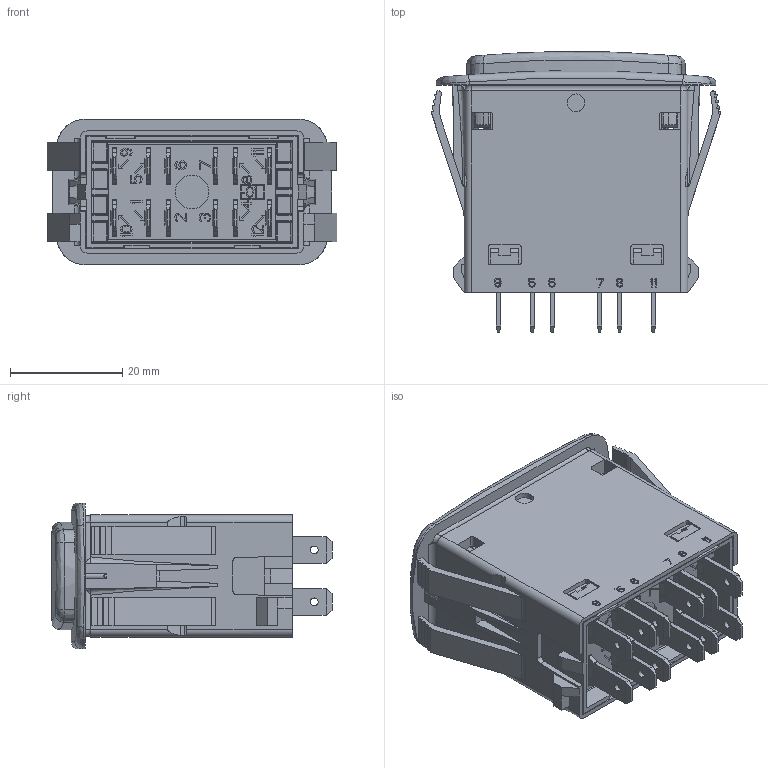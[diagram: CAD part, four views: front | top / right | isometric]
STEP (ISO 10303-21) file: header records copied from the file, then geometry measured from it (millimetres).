
FILE_DESCRIPTION((''),'2;1');
FILE_NAME('LSERIES_187QC_HOLEPLU_SW0001','2011-11-22T',('danboyden'),(''),'PRO/ENGINEER BY PARAMETRIC TECHNOLOGY CORPORATION, 2010280','PRO/ENGINEER BY PARAMETRIC TECHNOLOGY CORPORATION, 2010280','');
FILE_SCHEMA(('CONFIG_CONTROL_DESIGN'));
Products named in the file (1): LSERIES_187QC_HOLEPLU_SW0001
Bounding box: 51.56 x 49.85 x 25.91 mm (x, y, z)
Volume: 15495.8 mm3; surface area: 25116.4 mm2
Topology: 1 solids, 23 shells, 3831 faces, 10505 edges, 6788 vertices
Faces by surface type: plane 2827, cylinder 593, bspline 186, cone 102, sphere 75, torus 44, extrusion 4
Entity records: 140914 total; most frequent: CARTESIAN_POINT 46429, ORIENTED_EDGE 21002, DIRECTION 17364, EDGE_CURVE 10501, VECTOR 8090, LINE 8086, VERTEX_POINT 6788, AXIS2_PLACEMENT_3D 4637
